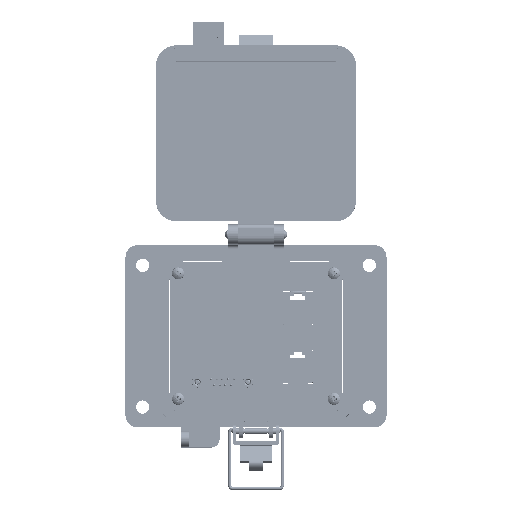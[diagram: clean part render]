
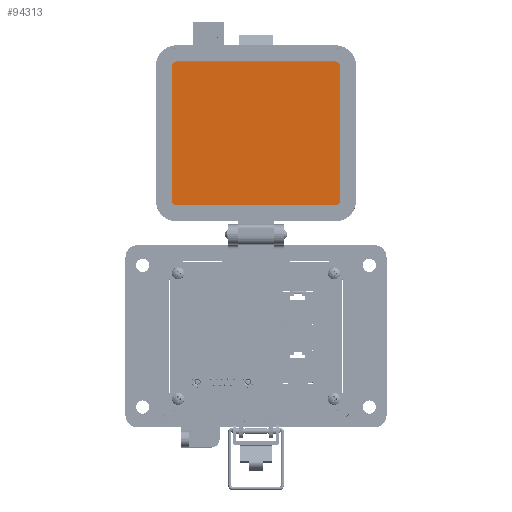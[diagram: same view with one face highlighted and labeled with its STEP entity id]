
A CAD part, top view. The second image highlights one B-rep face of the part: STEP entity #94313.
In plain terms, the highlighted planar face has unit normal (0, 0, 1).
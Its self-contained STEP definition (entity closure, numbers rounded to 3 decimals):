
#1529 = ORIENTED_EDGE ( 'NONE', *, *, #55394, .F. ) ;
#2058 = ORIENTED_EDGE ( 'NONE', *, *, #56547, .F. ) ;
#2437 = CARTESIAN_POINT ( 'NONE',  ( 35.912, 60.004, 19.202 ) ) ;
#4198 = DIRECTION ( 'NONE',  ( 0., 1., 0. ) ) ;
#5756 = LINE ( 'NONE', #14267, #64228 ) ;
#6473 = DIRECTION ( 'NONE',  ( 0., 0., -1. ) ) ;
#7089 = DIRECTION ( 'NONE',  ( 0., 0., 1. ) ) ;
#7462 = EDGE_CURVE ( 'NONE', #53833, #89718, #48535, .T. ) ;
#10476 = EDGE_CURVE ( 'NONE', #89718, #77171, #63377, .T. ) ;
#10695 = CARTESIAN_POINT ( 'NONE',  ( -42.469, 57.705, 19.202 ) ) ;
#11803 = VECTOR ( 'NONE', #4198, 1000. ) ;
#12843 = CIRCLE ( 'NONE', #65875, 2.299 ) ;
#13206 = VERTEX_POINT ( 'NONE', #59319 ) ;
#14267 = CARTESIAN_POINT ( 'NONE',  ( 38.212, 93.196, 19.202 ) ) ;
#14965 = EDGE_CURVE ( 'NONE', #59807, #19550, #24447, .T. ) ;
#17535 = CIRCLE ( 'NONE', #36798, 2.299 ) ;
#19550 = VERTEX_POINT ( 'NONE', #10695 ) ;
#19724 = VECTOR ( 'NONE', #55163, 1000. ) ;
#19824 = CARTESIAN_POINT ( 'NONE',  ( -44.769, 93.196, 19.202 ) ) ;
#21250 = AXIS2_PLACEMENT_3D ( 'NONE', #2437, #62353, #48755 ) ;
#22582 = ORIENTED_EDGE ( 'NONE', *, *, #10476, .F. ) ;
#23409 = CARTESIAN_POINT ( 'NONE',  ( 35.912, 57.705, 19.202 ) ) ;
#24318 = ORIENTED_EDGE ( 'NONE', *, *, #56318, .F. ) ;
#24447 = LINE ( 'NONE', #46591, #19724 ) ;
#27847 = LINE ( 'NONE', #65087, #95853 ) ;
#31792 = EDGE_LOOP ( 'NONE', ( #76410, #24318, #2058, #78687, #22582, #86988, #1529, #71887 ) ) ;
#34456 = CARTESIAN_POINT ( 'NONE',  ( -44.769, 60.004, 19.202 ) ) ;
#36475 = DIRECTION ( 'NONE',  ( 0., -1., 0. ) ) ;
#36798 = AXIS2_PLACEMENT_3D ( 'NONE', #50929, #96764, #74578 ) ;
#41899 = CARTESIAN_POINT ( 'NONE',  ( 35.912, 126.389, 19.202 ) ) ;
#45851 = DIRECTION ( 'NONE',  ( -1., 0., 0. ) ) ;
#46591 = CARTESIAN_POINT ( 'NONE',  ( -3.279, 57.705, 19.202 ) ) ;
#48535 = LINE ( 'NONE', #19824, #11803 ) ;
#48755 = DIRECTION ( 'NONE',  ( 0., -1., 0. ) ) ;
#50694 = VERTEX_POINT ( 'NONE', #88461 ) ;
#50929 = CARTESIAN_POINT ( 'NONE',  ( -42.469, 60.004, 19.202 ) ) ;
#52915 = CARTESIAN_POINT ( 'NONE',  ( 39.871, 130.108, 19.202 ) ) ;
#53833 = VERTEX_POINT ( 'NONE', #34456 ) ;
#55163 = DIRECTION ( 'NONE',  ( -1., 0., 0. ) ) ;
#55394 = EDGE_CURVE ( 'NONE', #19550, #53833, #17535, .T. ) ;
#56318 = EDGE_CURVE ( 'NONE', #66335, #13206, #5756, .T. ) ;
#56547 = EDGE_CURVE ( 'NONE', #50694, #66335, #12843, .T. ) ;
#57486 = DIRECTION ( 'NONE',  ( 0., 0., -1. ) ) ;
#59319 = CARTESIAN_POINT ( 'NONE',  ( 38.212, 60.004, 19.202 ) ) ;
#59807 = VERTEX_POINT ( 'NONE', #23409 ) ;
#60368 = AXIS2_PLACEMENT_3D ( 'NONE', #52915, #7089, #45851 ) ;
#61387 = CIRCLE ( 'NONE', #21250, 2.299 ) ;
#62353 = DIRECTION ( 'NONE',  ( 0., 0., -1. ) ) ;
#63377 = CIRCLE ( 'NONE', #69799, 2.299 ) ;
#64228 = VECTOR ( 'NONE', #36475, 1000. ) ;
#65087 = CARTESIAN_POINT ( 'NONE',  ( -3.279, 128.688, 19.202 ) ) ;
#65875 = AXIS2_PLACEMENT_3D ( 'NONE', #41899, #57486, #94314 ) ;
#66335 = VERTEX_POINT ( 'NONE', #78382 ) ;
#69799 = AXIS2_PLACEMENT_3D ( 'NONE', #75443, #6473, #75942 ) ;
#70787 = CARTESIAN_POINT ( 'NONE',  ( -44.769, 126.389, 19.202 ) ) ;
#71887 = ORIENTED_EDGE ( 'NONE', *, *, #14965, .F. ) ;
#74578 = DIRECTION ( 'NONE',  ( 1., 0., 0. ) ) ;
#75443 = CARTESIAN_POINT ( 'NONE',  ( -42.469, 126.389, 19.202 ) ) ;
#75942 = DIRECTION ( 'NONE',  ( 0., -1., 0. ) ) ;
#76410 = ORIENTED_EDGE ( 'NONE', *, *, #89282, .F. ) ;
#77171 = VERTEX_POINT ( 'NONE', #79985 ) ;
#78382 = CARTESIAN_POINT ( 'NONE',  ( 38.212, 126.389, 19.202 ) ) ;
#78687 = ORIENTED_EDGE ( 'NONE', *, *, #98008, .F. ) ;
#79985 = CARTESIAN_POINT ( 'NONE',  ( -42.469, 128.688, 19.202 ) ) ;
#82652 = FACE_OUTER_BOUND ( 'NONE', #31792, .T. ) ;
#86988 = ORIENTED_EDGE ( 'NONE', *, *, #7462, .F. ) ;
#88250 = DIRECTION ( 'NONE',  ( 1., 0., 0. ) ) ;
#88461 = CARTESIAN_POINT ( 'NONE',  ( 35.912, 128.688, 19.202 ) ) ;
#89282 = EDGE_CURVE ( 'NONE', #13206, #59807, #61387, .T. ) ;
#89718 = VERTEX_POINT ( 'NONE', #70787 ) ;
#94313 = ADVANCED_FACE ( 'NONE', ( #82652 ), #98260, .T. ) ;
#94314 = DIRECTION ( 'NONE',  ( 1., 0., 0. ) ) ;
#95853 = VECTOR ( 'NONE', #88250, 1000. ) ;
#96764 = DIRECTION ( 'NONE',  ( 0., 0., -1. ) ) ;
#98008 = EDGE_CURVE ( 'NONE', #77171, #50694, #27847, .T. ) ;
#98260 = PLANE ( 'NONE',  #60368 ) ;
